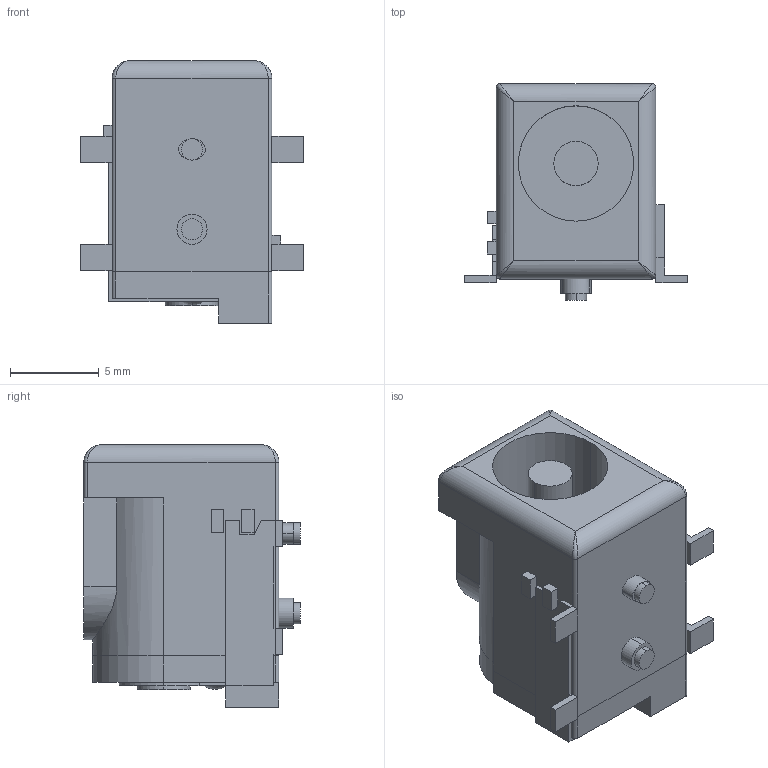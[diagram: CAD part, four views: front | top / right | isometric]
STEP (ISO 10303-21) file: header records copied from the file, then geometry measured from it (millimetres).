
FILE_DESCRIPTION(('STEP AP242'),'1');
FILE_NAME('pj-002bh-smt-tr.stp','2018-12-07T20:11:04',('TraceParts'),('TraceParts S.A.'),'Spatial InterOp 3D',' ',' ');
FILE_SCHEMA(('AP242_MANAGED_MODEL_BASED_3D_ENGINEERING_MIM_LF {1 0 10303 442 1 1 4}'));
Length unit declared in the file: millimetre
Products named in the file (1): pj-002bh-smt-tr_1
Bounding box: 12.6 x 12.2 x 14.8 mm (x, y, z)
Volume: 1239.1 mm3; surface area: 1323.5 mm2
Topology: 7 solids, 7 shells, 127 faces, 303 edges, 193 vertices
Faces by surface type: plane 90, cylinder 29, bspline 6, sphere 2
Entity records: 4851 total; most frequent: CARTESIAN_POINT 840, ORIENTED_EDGE 598, DIRECTION 592, EDGE_CURVE 299, LINE 230, VECTOR 230, VERTEX_POINT 193, AXIS2_PLACEMENT_3D 181
